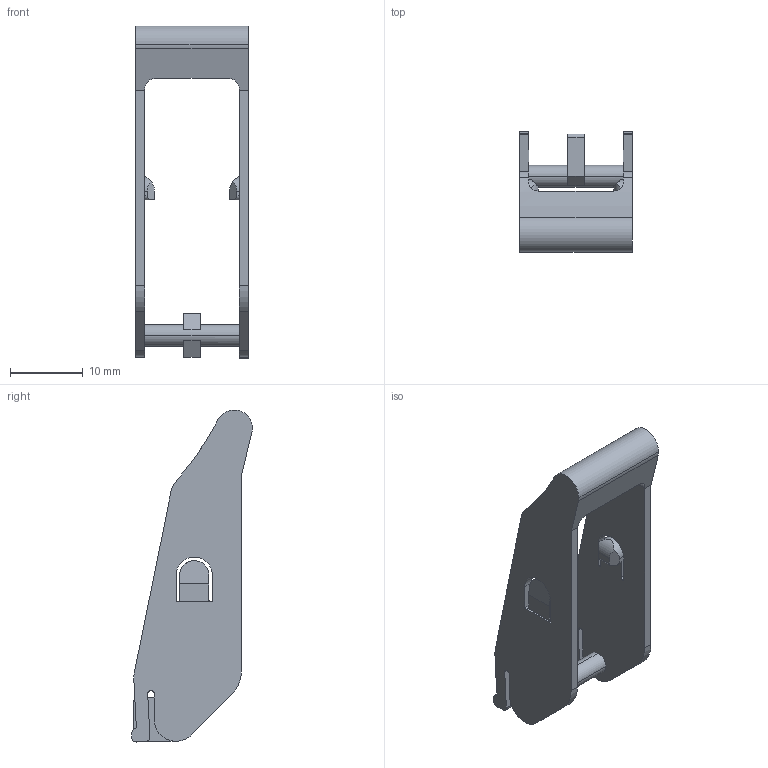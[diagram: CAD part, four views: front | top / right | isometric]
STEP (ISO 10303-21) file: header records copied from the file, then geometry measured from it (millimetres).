
FILE_DESCRIPTION(('CATIA V5R19 STEP'),'2;1');
FILE_NAME ('7003999_3', '2015-03-02T09:44:03+00:00', ('Weidmueller Interface'), ('Weidmueller'), 'CATIA Version 5 Release 20 SP 5 (IN-10)', 'CATIA V5 STEP AP214', 'none');
FILE_SCHEMA(('AUTOMOTIVE_DESIGN { 1 0 10303 214 1 1 1 1 }'));
Length unit declared in the file: millimetre
Products named in the file (1): S3D_SRC_I_CLIP_LP
Bounding box: 15.5 x 16.58 x 45.59 mm (x, y, z)
Volume: 1869.2 mm3; surface area: 2721.4 mm2
Topology: 1 solids, 1 shells, 95 faces, 284 edges, 191 vertices
Faces by surface type: plane 51, cylinder 44
Entity records: 4086 total; most frequent: CARTESIAN_POINT 951, ORIENTED_EDGE 568, DIRECTION 408, EDGE_CURVE 284, VERTEX_POINT 191, VECTOR 182, LINE 182, AXIS2_PLACEMENT_3D 148
